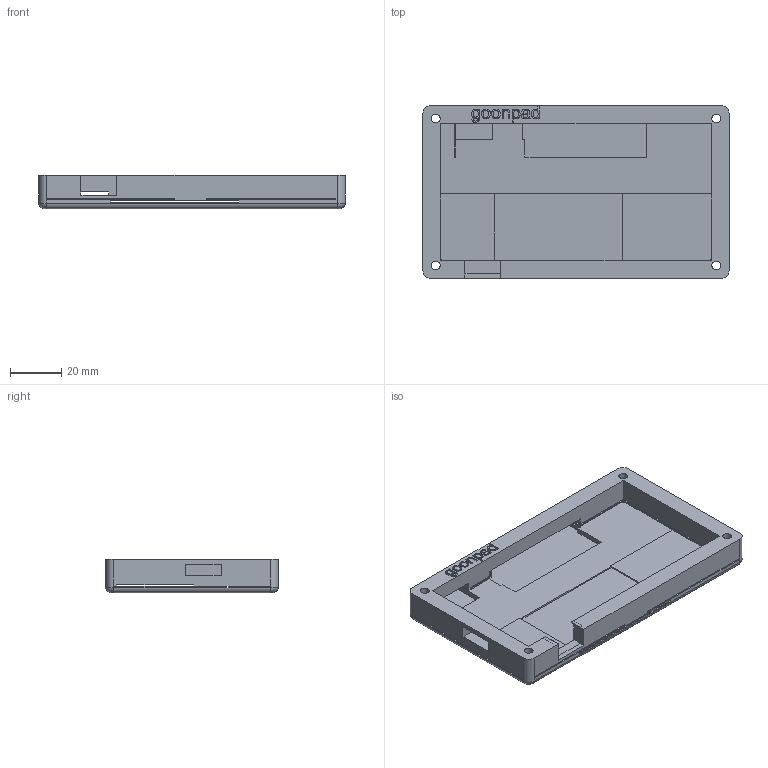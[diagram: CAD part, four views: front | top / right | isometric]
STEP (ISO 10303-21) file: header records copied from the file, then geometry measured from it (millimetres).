
FILE_DESCRIPTION(/* description */ ('','CAx-IF Rec.Pracs.---Representation and Presentation of Product Manufacturing Information (PMI)---4.0---2014-10-13'),/* implementation_level */ '2;1');
FILE_NAME(/* name */ 'bottom v18.step',/* time_stamp */ '2025-02-21T07:42:15-05:00',/* author */ (''),/* organization */ (''),/* preprocessor_version */ 'ST-DEVELOPER v20',/* originating_system */ 'Autodesk Translation Framework v13.20.0.188',/* authorisation */ '');
FILE_SCHEMA (('AP242_MANAGED_MODEL_BASED_3D_ENGINEERING_MIM_LF { 1 0 10303 442 1 1 4 }'));
Length unit declared in the file: millimetre
Products named in the file (1): bottom
Bounding box: 119.41 x 67.24 x 13 mm (x, y, z)
Volume: 36556.8 mm3; surface area: 33613.8 mm2
Topology: 2 solids, 2 shells, 347 faces, 1033 edges, 660 vertices
Faces by surface type: plane 186, bspline 141, cylinder 20
Full cylindrical faces by diameter (mm): 3.4 x6, 6 x4
Entity records: 12905 total; most frequent: CARTESIAN_POINT 4402, ORIENTED_EDGE 2066, DIRECTION 1265, EDGE_CURVE 1033, LINE 667, VECTOR 667, VERTEX_POINT 660, EDGE_LOOP 375
